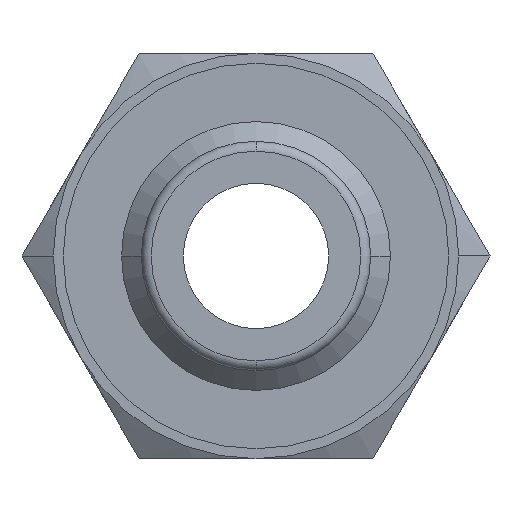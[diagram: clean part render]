
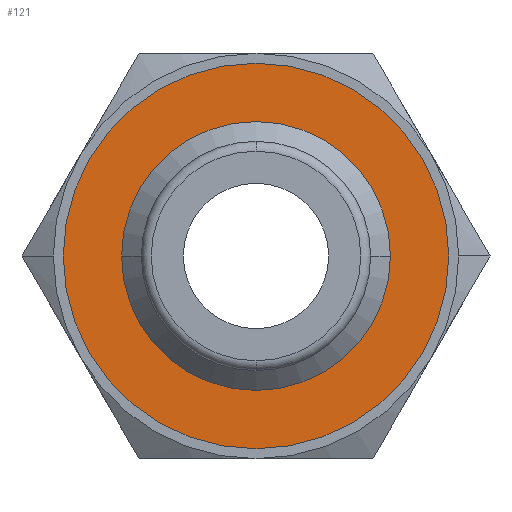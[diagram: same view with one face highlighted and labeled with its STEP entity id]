
A CAD part, front view. The second image highlights one B-rep face of the part: STEP entity #121.
In plain terms, the highlighted planar face has unit normal (0, -1, 0).
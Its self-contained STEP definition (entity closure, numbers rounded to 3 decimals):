
#121=ADVANCED_FACE('',(#264,#265),#266,.T.);
#264=FACE_OUTER_BOUND('',#429,.T.);
#265=FACE_BOUND('',#430,.T.);
#266=PLANE('',#431);
#429=EDGE_LOOP('',(#702,#703));
#430=EDGE_LOOP('',(#704,#705));
#431=AXIS2_PLACEMENT_3D('',#706,#707,#708);
#702=ORIENTED_EDGE('',*,*,#1040,.T.);
#703=ORIENTED_EDGE('',*,*,#945,.T.);
#704=ORIENTED_EDGE('',*,*,#1027,.F.);
#705=ORIENTED_EDGE('',*,*,#1041,.F.);
#706=CARTESIAN_POINT('',(0.0,34.0,0.0));
#707=DIRECTION('',(0.0,-1.0,0.0));
#708=DIRECTION('',(-1.0,0.0,0.0));
#945=EDGE_CURVE('',#1110,#1107,#1111,.T.);
#1027=EDGE_CURVE('',#1236,#1234,#1238,.T.);
#1040=EDGE_CURVE('',#1107,#1110,#1256,.T.);
#1041=EDGE_CURVE('',#1234,#1236,#1257,.T.);
#1107=VERTEX_POINT('',#1352);
#1110=VERTEX_POINT('',#1356);
#1111=CIRCLE('',#1357,19.5);
#1234=VERTEX_POINT('',#1665);
#1236=VERTEX_POINT('',#1668);
#1238=CIRCLE('',#1671,13.6);
#1256=CIRCLE('',#1702,19.5);
#1257=CIRCLE('',#1703,13.6);
#1352=CARTESIAN_POINT('',(19.5,34.0,0.0));
#1356=CARTESIAN_POINT('',(-19.5,34.0,0.));
#1357=AXIS2_PLACEMENT_3D('',#1845,#1846,#1847);
#1665=CARTESIAN_POINT('',(13.6,34.0,0.));
#1668=CARTESIAN_POINT('',(-13.6,34.0,0.));
#1671=AXIS2_PLACEMENT_3D('',#1948,#1949,#1950);
#1702=AXIS2_PLACEMENT_3D('',#1968,#1969,#1970);
#1703=AXIS2_PLACEMENT_3D('',#1971,#1972,#1973);
#1845=CARTESIAN_POINT('',(0.0,34.0,0.0));
#1846=DIRECTION('',(0.0,-1.0,0.0));
#1847=DIRECTION('',(1.0,0.0,0.0));
#1948=CARTESIAN_POINT('',(0.0,34.0,0.0));
#1949=DIRECTION('',(0.0,-1.0,0.0));
#1950=DIRECTION('',(1.0,0.0,0.0));
#1968=CARTESIAN_POINT('',(0.0,34.0,0.0));
#1969=DIRECTION('',(0.0,-1.0,0.0));
#1970=DIRECTION('',(1.0,0.0,0.0));
#1971=CARTESIAN_POINT('',(0.0,34.0,0.0));
#1972=DIRECTION('',(0.0,-1.0,0.0));
#1973=DIRECTION('',(1.0,0.0,0.0));
